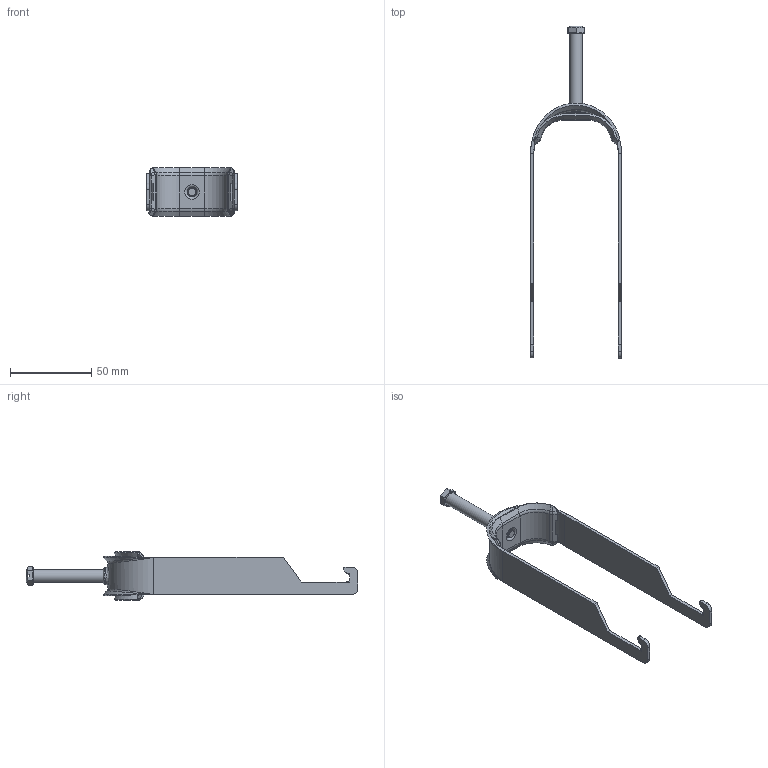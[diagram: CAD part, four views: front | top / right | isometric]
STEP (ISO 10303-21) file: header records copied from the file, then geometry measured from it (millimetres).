
FILE_DESCRIPTION(/* description */ (''),/* implementation_level */ '2;1');
FILE_NAME(/* name */ 'UKZ2_46-52.stp',/* time_stamp */ '2020-11-16T15:12:01+01:00',/* author */ ('stanislaw.luczak'),/* organization */ (''),/* preprocessor_version */ 'ST-DEVELOPER v18.1',/* originating_system */ 'Autodesk Inventor 2021',/* authorisation */ '');
FILE_SCHEMA (('AUTOMOTIVE_DESIGN { 1 0 10303 214 3 1 1 }'));
Length unit declared in the file: millimetre
Products named in the file (4): UKZ2_46-52; UK_UKO2_46-52 obejma; łezka 46-52; śruba UK  - dlugosc 50mm
Assembly tree (3 placements, depth 2):
  UKZ2_46-52
    UK_UKO2_46-52 obejma
    łezka 46-52
    śruba UK  - dlugosc 50mm
Bounding box: 56 x 204.5 x 30 mm (x, y, z)
Volume: 18995.6 mm3; surface area: 21008.2 mm2
Topology: 3 solids, 3 shells, 224 faces, 566 edges, 341 vertices
Faces by surface type: plane 100, cylinder 55, bspline 30, cone 26, torus 13
Full cylindrical faces by diameter (mm): 4 x1, 4.5 x1, 5 x1, 6 x1, 6.647 x1, 8 x1, 10 x1
Entity records: 8968 total; most frequent: CARTESIAN_POINT 3632, ORIENTED_EDGE 1104, DIRECTION 1080, EDGE_CURVE 552, AXIS2_PLACEMENT_3D 399, VERTEX_POINT 341, LINE 282, VECTOR 282
